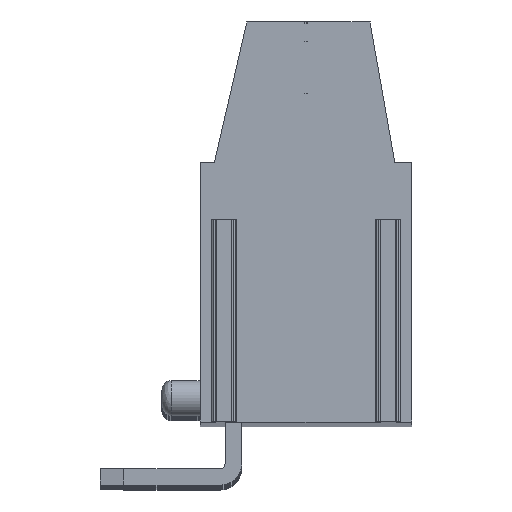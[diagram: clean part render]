
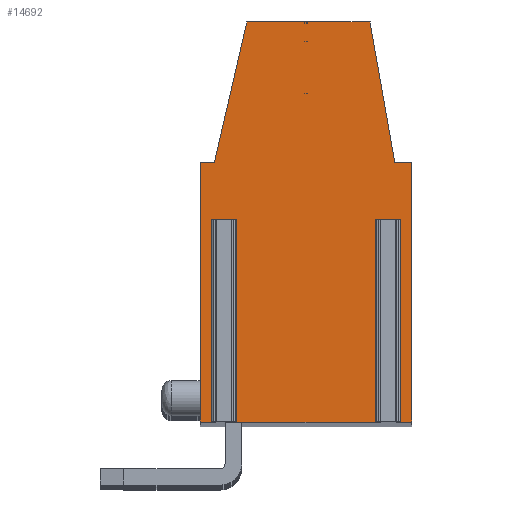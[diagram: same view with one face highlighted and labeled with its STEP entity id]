
A CAD part, top view. The second image highlights one B-rep face of the part: STEP entity #14692.
In plain terms, the highlighted planar face has unit normal (0, 0, 1).
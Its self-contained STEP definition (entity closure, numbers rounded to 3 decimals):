
#13=DIRECTION('',(-1.,0.,0.));
#14=VECTOR('',#13,0.814);
#15=CARTESIAN_POINT('',(6.453,1.45,117.5));
#16=LINE('',#15,#14);
#17=DIRECTION('',(0.,-1.,0.));
#18=VECTOR('',#17,8.5);
#19=CARTESIAN_POINT('',(5.639,1.45,117.5));
#20=LINE('',#19,#18);
#21=DIRECTION('',(-1.,0.,0.));
#22=VECTOR('',#21,6.078);
#23=CARTESIAN_POINT('',(5.639,-7.05,117.5));
#24=LINE('',#23,#22);
#25=DIRECTION('',(0.,-1.,0.));
#26=VECTOR('',#25,8.5);
#27=CARTESIAN_POINT('',(-0.439,1.45,117.5));
#28=LINE('',#27,#26);
#29=DIRECTION('',(-1.,0.,0.));
#30=VECTOR('',#29,0.814);
#31=CARTESIAN_POINT('',(-0.439,1.45,117.5));
#32=LINE('',#31,#30);
#33=DIRECTION('',(0.,-1.,0.));
#34=VECTOR('',#33,8.5);
#35=CARTESIAN_POINT('',(-1.253,1.45,117.5));
#36=LINE('',#35,#34);
#37=DIRECTION('',(-1.,0.,0.));
#38=VECTOR('',#37,0.597);
#39=CARTESIAN_POINT('',(-1.253,-7.05,117.5));
#40=LINE('',#39,#38);
#41=DIRECTION('',(0.,1.,0.));
#42=VECTOR('',#41,10.9);
#43=CARTESIAN_POINT('',(-1.85,-7.05,117.5));
#44=LINE('',#43,#42);
#45=DIRECTION('',(1.,0.,0.));
#46=VECTOR('',#45,0.6);
#47=CARTESIAN_POINT('',(-1.85,3.85,117.5));
#48=LINE('',#47,#46);
#49=DIRECTION('',(0.225,0.974,0.));
#50=VECTOR('',#49,6.055);
#51=CARTESIAN_POINT('',(-1.25,3.85,117.5));
#52=LINE('',#51,#50);
#53=DIRECTION('',(1.,0.,0.));
#54=VECTOR('',#53,5.178);
#55=CARTESIAN_POINT('',(0.112,9.75,117.5));
#56=LINE('',#55,#54);
#57=DIRECTION('',(0.174,-0.985,0.));
#58=VECTOR('',#57,5.991);
#59=CARTESIAN_POINT('',(5.29,9.75,117.5));
#60=LINE('',#59,#58);
#61=DIRECTION('',(1.,0.,0.));
#62=VECTOR('',#61,0.72);
#63=CARTESIAN_POINT('',(6.33,3.85,117.5));
#64=LINE('',#63,#62);
#65=DIRECTION('',(0.,-1.,0.));
#66=VECTOR('',#65,10.9);
#67=CARTESIAN_POINT('',(7.05,3.85,117.5));
#68=LINE('',#67,#66);
#69=DIRECTION('',(-1.,0.,0.));
#70=VECTOR('',#69,0.597);
#71=CARTESIAN_POINT('',(7.05,-7.05,117.5));
#72=LINE('',#71,#70);
#73=DIRECTION('',(0.,-1.,0.));
#74=VECTOR('',#73,8.5);
#75=CARTESIAN_POINT('',(6.453,1.45,117.5));
#76=LINE('',#75,#74);
#11517=CARTESIAN_POINT('',(7.05,3.85,117.5));
#11518=CARTESIAN_POINT('',(7.05,-7.05,117.5));
#11519=VERTEX_POINT('',#11517);
#11520=VERTEX_POINT('',#11518);
#11521=CARTESIAN_POINT('',(6.33,3.85,117.5));
#11522=VERTEX_POINT('',#11521);
#11523=CARTESIAN_POINT('',(5.29,9.75,117.5));
#11524=VERTEX_POINT('',#11523);
#11525=CARTESIAN_POINT('',(0.112,9.75,117.5));
#11526=VERTEX_POINT('',#11525);
#11527=CARTESIAN_POINT('',(-1.25,3.85,117.5));
#11528=VERTEX_POINT('',#11527);
#11529=CARTESIAN_POINT('',(-1.85,3.85,117.5));
#11530=VERTEX_POINT('',#11529);
#11531=CARTESIAN_POINT('',(-1.85,-7.05,117.5));
#11532=VERTEX_POINT('',#11531);
#11661=CARTESIAN_POINT('',(6.453,1.45,117.5));
#11662=CARTESIAN_POINT('',(5.639,1.45,117.5));
#11663=VERTEX_POINT('',#11661);
#11664=VERTEX_POINT('',#11662);
#11665=CARTESIAN_POINT('',(-0.439,1.45,117.5));
#11666=CARTESIAN_POINT('',(-1.253,1.45,117.5));
#11667=VERTEX_POINT('',#11665);
#11668=VERTEX_POINT('',#11666);
#11669=CARTESIAN_POINT('',(-1.253,-7.05,117.5));
#11670=VERTEX_POINT('',#11669);
#11671=CARTESIAN_POINT('',(-0.439,-7.05,117.5));
#11672=VERTEX_POINT('',#11671);
#11673=CARTESIAN_POINT('',(5.639,-7.05,117.5));
#11674=VERTEX_POINT('',#11673);
#11675=CARTESIAN_POINT('',(6.453,-7.05,117.5));
#11676=VERTEX_POINT('',#11675);
#14653=CARTESIAN_POINT('',(0.,0.,117.5));
#14654=DIRECTION('',(0.,0.,1.));
#14655=DIRECTION('',(1.,0.,0.));
#14656=AXIS2_PLACEMENT_3D('',#14653,#14654,#14655);
#14657=PLANE('',#14656);
#14659=ORIENTED_EDGE('',*,*,#14658,.T.);
#14661=ORIENTED_EDGE('',*,*,#14660,.T.);
#14663=ORIENTED_EDGE('',*,*,#14662,.T.);
#14665=ORIENTED_EDGE('',*,*,#14664,.F.);
#14667=ORIENTED_EDGE('',*,*,#14666,.T.);
#14669=ORIENTED_EDGE('',*,*,#14668,.T.);
#14671=ORIENTED_EDGE('',*,*,#14670,.T.);
#14673=ORIENTED_EDGE('',*,*,#14672,.T.);
#14675=ORIENTED_EDGE('',*,*,#14674,.T.);
#14677=ORIENTED_EDGE('',*,*,#14676,.T.);
#14679=ORIENTED_EDGE('',*,*,#14678,.T.);
#14681=ORIENTED_EDGE('',*,*,#14680,.T.);
#14683=ORIENTED_EDGE('',*,*,#14682,.T.);
#14685=ORIENTED_EDGE('',*,*,#14684,.T.);
#14687=ORIENTED_EDGE('',*,*,#14686,.T.);
#14689=ORIENTED_EDGE('',*,*,#14688,.F.);
#14690=EDGE_LOOP('',(#14659,#14661,#14663,#14665,#14667,#14669,#14671,#14673,
#14675,#14677,#14679,#14681,#14683,#14685,#14687,#14689));
#14691=FACE_OUTER_BOUND('',#14690,.F.);
#14658=EDGE_CURVE('',#11663,#11664,#16,.T.);
#14660=EDGE_CURVE('',#11664,#11674,#20,.T.);
#14662=EDGE_CURVE('',#11674,#11672,#24,.T.);
#14664=EDGE_CURVE('',#11667,#11672,#28,.T.);
#14666=EDGE_CURVE('',#11667,#11668,#32,.T.);
#14668=EDGE_CURVE('',#11668,#11670,#36,.T.);
#14670=EDGE_CURVE('',#11670,#11532,#40,.T.);
#14672=EDGE_CURVE('',#11532,#11530,#44,.T.);
#14674=EDGE_CURVE('',#11530,#11528,#48,.T.);
#14676=EDGE_CURVE('',#11528,#11526,#52,.T.);
#14678=EDGE_CURVE('',#11526,#11524,#56,.T.);
#14680=EDGE_CURVE('',#11524,#11522,#60,.T.);
#14682=EDGE_CURVE('',#11522,#11519,#64,.T.);
#14684=EDGE_CURVE('',#11519,#11520,#68,.T.);
#14686=EDGE_CURVE('',#11520,#11676,#72,.T.);
#14688=EDGE_CURVE('',#11663,#11676,#76,.T.);
#14692=ADVANCED_FACE('',(#14691),#14657,.T.);
